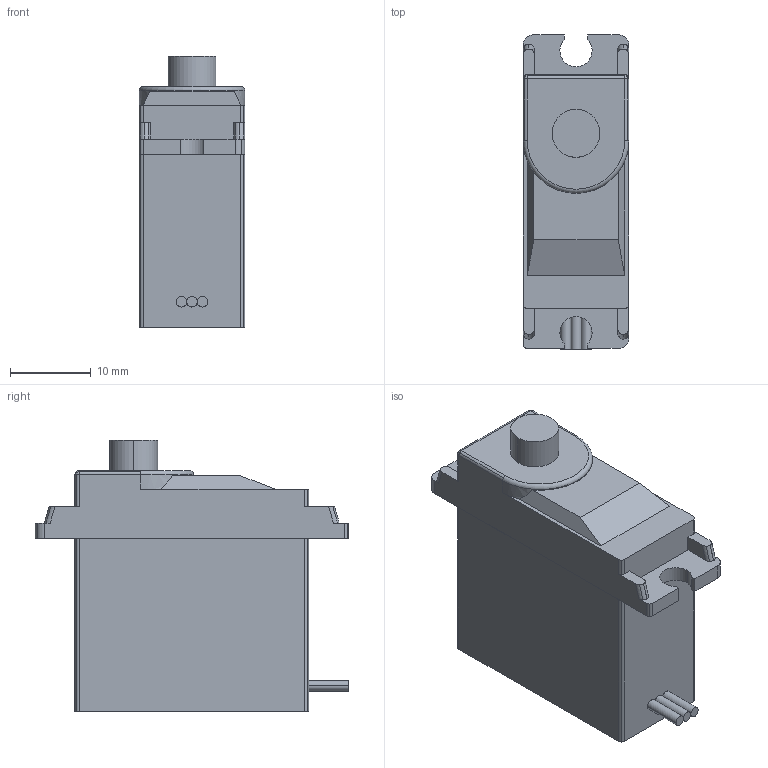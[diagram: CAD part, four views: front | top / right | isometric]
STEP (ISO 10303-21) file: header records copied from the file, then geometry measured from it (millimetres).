
FILE_DESCRIPTION(('STEP AP214'),'1');
FILE_NAME('Turnigy TGY-390DMH.stp','2012-12-05T12:23:05',('Krzysztof Stulka'),('GIP'),'Spatial InterOp 3D',' ',' ');
FILE_SCHEMA(('automotive_design'));
Length unit declared in the file: inch
Products named in the file (1): 1
Bounding box: 13.11 x 38.95 x 33.75 mm (x, y, z)
Volume: 11436 mm3; surface area: 3625.7 mm2
Topology: 1 solids, 1 shells, 109 faces, 299 edges, 190 vertices
Faces by surface type: cylinder 61, plane 43, sphere 4, torus 1
Entity records: 4356 total; most frequent: DIRECTION 646, CARTESIAN_POINT 595, ORIENTED_EDGE 590, EDGE_CURVE 295, AXIS2_PLACEMENT_3D 241, VERTEX_POINT 190, LINE 164, VECTOR 164
